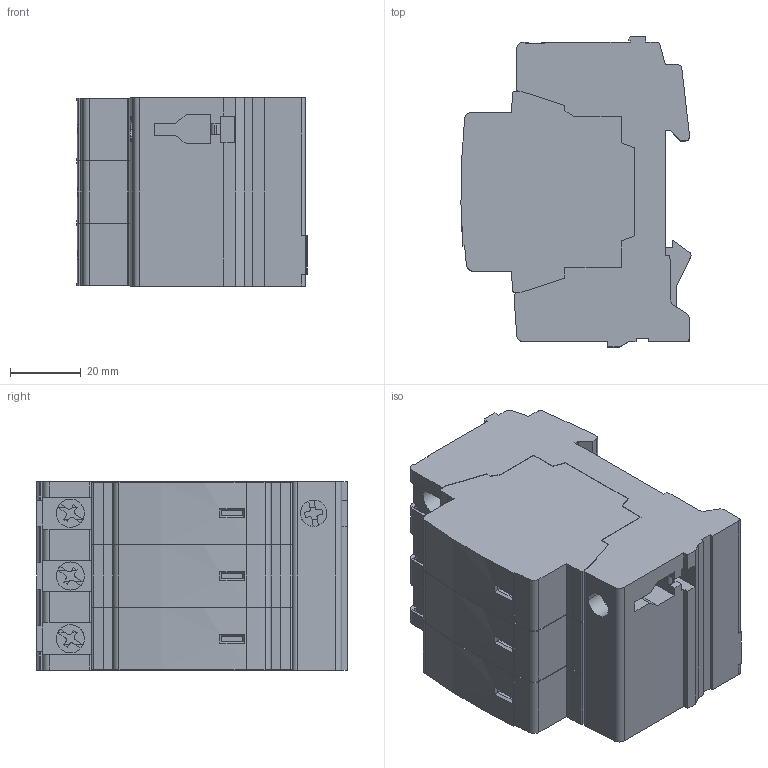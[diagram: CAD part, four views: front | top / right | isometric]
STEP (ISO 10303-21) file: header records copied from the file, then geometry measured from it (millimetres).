
FILE_DESCRIPTION((''),'2;1');
FILE_NAME('B80002107','2017-03-30T',('FRJEGUI'),(''),'CREO PARAMETRIC BY PTC INC, 2016380','CREO PARAMETRIC BY PTC INC, 2016380','');
FILE_SCHEMA(('CONFIG_CONTROL_DESIGN'));
Length unit declared in the file: millimetre
Products named in the file (1): B80002107
Bounding box: 65.27 x 88 x 53.4 mm (x, y, z)
Volume: 228802.3 mm3; surface area: 40489.7 mm2
Topology: 1 solids, 1 shells, 463 faces, 1356 edges, 894 vertices
Faces by surface type: plane 384, cylinder 73, cone 6
Entity records: 15351 total; most frequent: CARTESIAN_POINT 2888, ORIENTED_EDGE 2712, DIRECTION 2434, EDGE_CURVE 1356, VECTOR 1164, LINE 1164, VERTEX_POINT 894, AXIS2_PLACEMENT_3D 635
